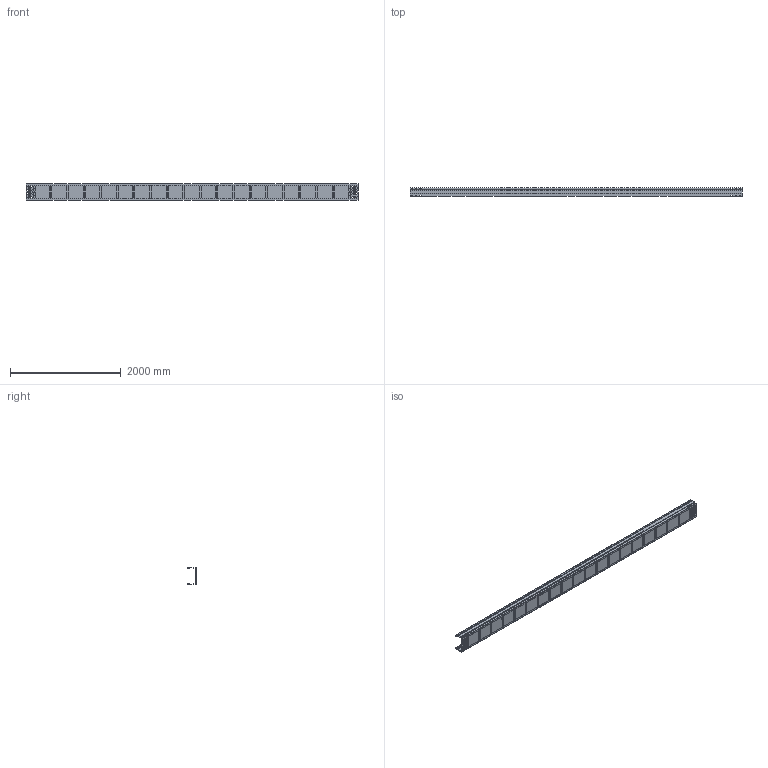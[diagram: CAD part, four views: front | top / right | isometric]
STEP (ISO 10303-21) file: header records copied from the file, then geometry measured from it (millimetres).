
FILE_DESCRIPTION((''),'2;1');
FILE_NAME('6098505_ASM','2012-12-14T',('AndreasKeweloh'),(''),'PRO/ENGINEER BY PARAMETRIC TECHNOLOGY CORPORATION, 2012230','PRO/ENGINEER BY PARAMETRIC TECHNOLOGY CORPORATION, 2012230','');
FILE_SCHEMA(('CONFIG_CONTROL_DESIGN'));
Length unit declared in the file: millimetre
Products named in the file (3): 6098505_LEITERHOLM; KTS_06_014-047_293; 6098505_ASM
Assembly tree (3 placements, depth 2):
  6098505_ASM
    6098505_LEITERHOLM  x2
    KTS_06_014-047_293
Bounding box: 6000 x 160 x 300 mm (x, y, z)
Volume: 8020728.7 mm3; surface area: 8985591.3 mm2
Topology: 3 solids, 3 shells, 762 faces, 2268 edges, 1512 vertices
Faces by surface type: cylinder 384, plane 378
Entity records: 21607 total; most frequent: CARTESIAN_POINT 3881, ORIENTED_EDGE 3744, DIRECTION 3704, EDGE_CURVE 1872, VERTEX_POINT 1248, VECTOR 1244, LINE 1244, AXIS2_PLACEMENT_3D 1230
